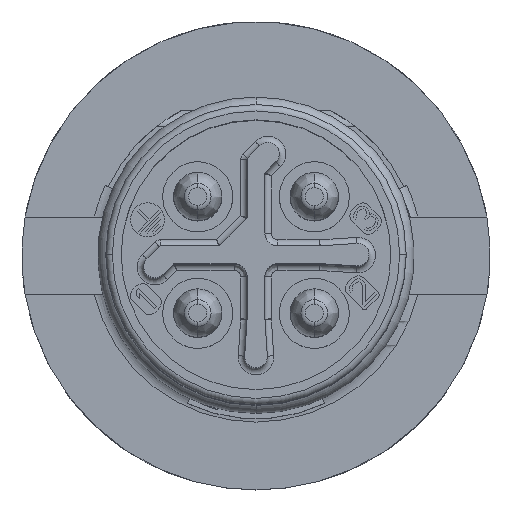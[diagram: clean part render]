
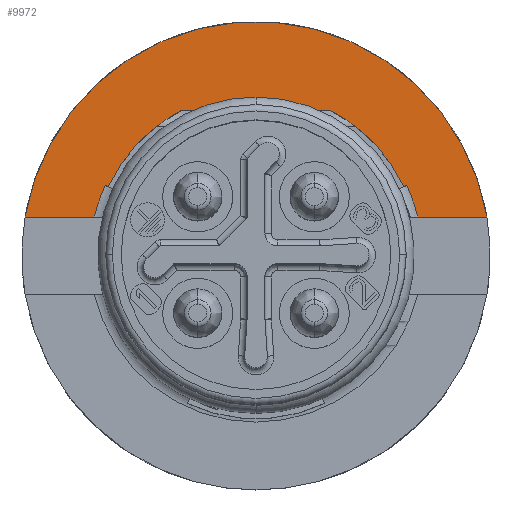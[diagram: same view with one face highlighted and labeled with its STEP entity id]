
A CAD part, top view. The second image highlights one B-rep face of the part: STEP entity #9972.
In plain terms, the highlighted planar face has unit normal (0, 0, 1).
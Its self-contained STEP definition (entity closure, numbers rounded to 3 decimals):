
#502=CARTESIAN_POINT('',(0.,0.,-18.8));
#503=DIRECTION('',(0.,0.,-1.));
#504=DIRECTION('',(0.906,0.423,0.));
#505=AXIS2_PLACEMENT_3D('',#502,#503,#504);
#529=DIRECTION('',(-0.906,-0.423,0.));
#530=VECTOR('',#529,0.1);
#531=CARTESIAN_POINT('',(4.667,2.176,-18.8));
#532=LINE('',#531,#530);
#533=DIRECTION('',(1.,0.,0.));
#534=VECTOR('',#533,4.584);
#535=CARTESIAN_POINT('',(-2.292,4.5,-18.8));
#536=LINE('',#535,#534);
#537=DIRECTION('',(0.906,-0.423,0.));
#538=VECTOR('',#537,0.1);
#539=CARTESIAN_POINT('',(-4.667,2.176,-18.8));
#540=LINE('',#539,#538);
#541=DIRECTION('',(-1.,0.,0.));
#542=VECTOR('',#541,2.142);
#543=CARTESIAN_POINT('',(-5.008,1.2,-18.8));
#544=LINE('',#543,#542);
#545=DIRECTION('',(1.,0.,0.));
#546=VECTOR('',#545,2.142);
#547=CARTESIAN_POINT('',(5.008,1.2,-18.8));
#548=LINE('',#547,#546);
#557=CARTESIAN_POINT('',(0.,0.,-18.8));
#558=DIRECTION('',(0.,0.,-1.));
#559=DIRECTION('',(0.454,0.891,0.));
#560=AXIS2_PLACEMENT_3D('',#557,#558,#559);
#640=CARTESIAN_POINT('',(0.,0.,-18.8));
#641=DIRECTION('',(0.,0.,-1.));
#642=DIRECTION('',(-0.906,0.423,0.));
#643=AXIS2_PLACEMENT_3D('',#640,#641,#642);
#649=CARTESIAN_POINT('',(0.,0.,-18.8));
#650=DIRECTION('',(0.,0.,-1.));
#651=DIRECTION('',(-0.972,0.233,0.));
#652=AXIS2_PLACEMENT_3D('',#649,#650,#651);
#951=CARTESIAN_POINT('',(0.,0.,-18.8));
#952=DIRECTION('',(0.,0.,1.));
#953=DIRECTION('',(0.986,0.166,0.));
#954=AXIS2_PLACEMENT_3D('',#951,#952,#953);
#8946=CARTESIAN_POINT('',(7.15,1.2,-18.8));
#8948=VERTEX_POINT('',#8946);
#8974=CARTESIAN_POINT('',(-7.15,1.2,-18.8));
#8976=VERTEX_POINT('',#8974);
#9081=CARTESIAN_POINT('',(-2.292,4.5,-18.8));
#9082=CARTESIAN_POINT('',(2.292,4.5,-18.8));
#9083=VERTEX_POINT('',#9081);
#9084=VERTEX_POINT('',#9082);
#9089=CARTESIAN_POINT('',(4.577,2.134,-18.8));
#9090=VERTEX_POINT('',#9089);
#9091=CARTESIAN_POINT('',(4.667,2.176,-18.8));
#9092=VERTEX_POINT('',#9091);
#9105=CARTESIAN_POINT('',(-4.667,2.176,-18.8));
#9106=CARTESIAN_POINT('',(-4.577,2.134,-18.8));
#9107=VERTEX_POINT('',#9105);
#9108=VERTEX_POINT('',#9106);
#9113=CARTESIAN_POINT('',(5.008,1.2,-18.8));
#9114=VERTEX_POINT('',#9113);
#9121=CARTESIAN_POINT('',(-5.008,1.2,-18.8));
#9122=VERTEX_POINT('',#9121);
#9946=CARTESIAN_POINT('',(0.,0.,-18.8));
#9947=DIRECTION('',(0.,0.,1.));
#9948=DIRECTION('',(1.,0.,0.));
#9949=AXIS2_PLACEMENT_3D('',#9946,#9947,#9948);
#9950=PLANE('',#9949);
#9951=ORIENTED_EDGE('',*,*,#9934,.F.);
#9953=ORIENTED_EDGE('',*,*,#9952,.T.);
#9955=ORIENTED_EDGE('',*,*,#9954,.F.);
#9957=ORIENTED_EDGE('',*,*,#9956,.F.);
#9959=ORIENTED_EDGE('',*,*,#9958,.F.);
#9961=ORIENTED_EDGE('',*,*,#9960,.F.);
#9963=ORIENTED_EDGE('',*,*,#9962,.F.);
#9965=ORIENTED_EDGE('',*,*,#9964,.T.);
#9967=ORIENTED_EDGE('',*,*,#9966,.F.);
#9969=ORIENTED_EDGE('',*,*,#9968,.F.);
#9970=EDGE_LOOP('',(#9951,#9953,#9955,#9957,#9959,#9961,#9963,#9965,#9967,
#9969));
#9971=FACE_OUTER_BOUND('',#9970,.F.);
#506=CIRCLE('',#505,5.15);
#561=CIRCLE('',#560,5.05);
#644=CIRCLE('',#643,5.05);
#653=CIRCLE('',#652,5.15);
#955=CIRCLE('',#954,7.25);
#9934=EDGE_CURVE('',#9092,#9114,#506,.T.);
#9952=EDGE_CURVE('',#9092,#9090,#532,.T.);
#9954=EDGE_CURVE('',#9084,#9090,#561,.T.);
#9956=EDGE_CURVE('',#9083,#9084,#536,.T.);
#9958=EDGE_CURVE('',#9108,#9083,#644,.T.);
#9960=EDGE_CURVE('',#9107,#9108,#540,.T.);
#9962=EDGE_CURVE('',#9122,#9107,#653,.T.);
#9964=EDGE_CURVE('',#9122,#8976,#544,.T.);
#9966=EDGE_CURVE('',#8948,#8976,#955,.T.);
#9968=EDGE_CURVE('',#9114,#8948,#548,.T.);
#9972=ADVANCED_FACE('',(#9971),#9950,.T.);
